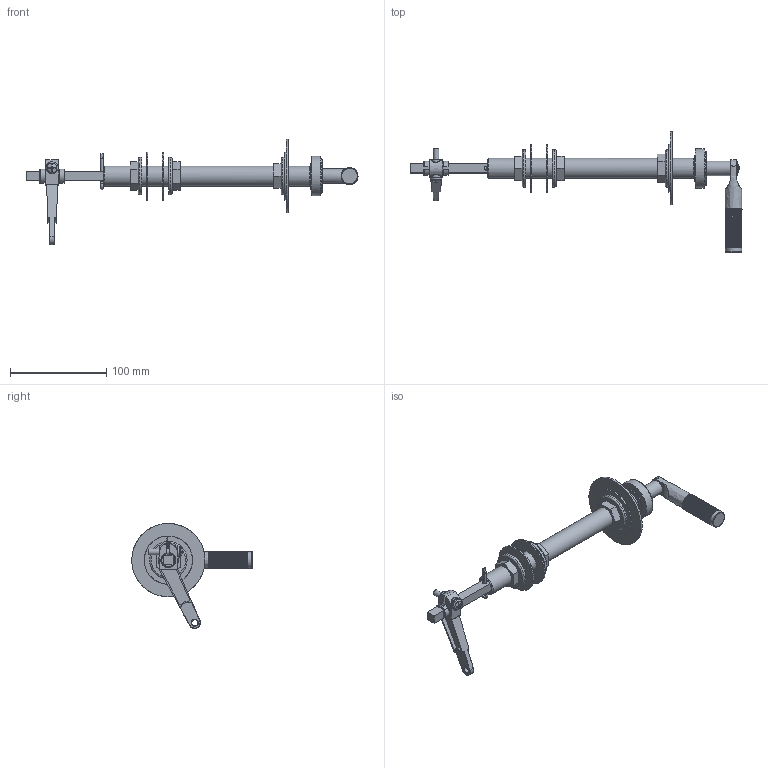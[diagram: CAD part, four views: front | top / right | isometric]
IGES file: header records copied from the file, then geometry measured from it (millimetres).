
Global section: file name: V777-EXT-K; native system: Autodesk Inventor 2018; preprocessor: unknown; author: adaniels; date: 20171129.080132; units: millimetre
Bounding box: 344.5 x 124.98 x 109.01 mm (x, y, z)
Volume: 138899.5 mm3; surface area: 96541.5 mm2
Topology: 23 solids, 23 shells, 5839 faces, 12154 edges, 6384 vertices
Faces by surface type: bspline 5839
